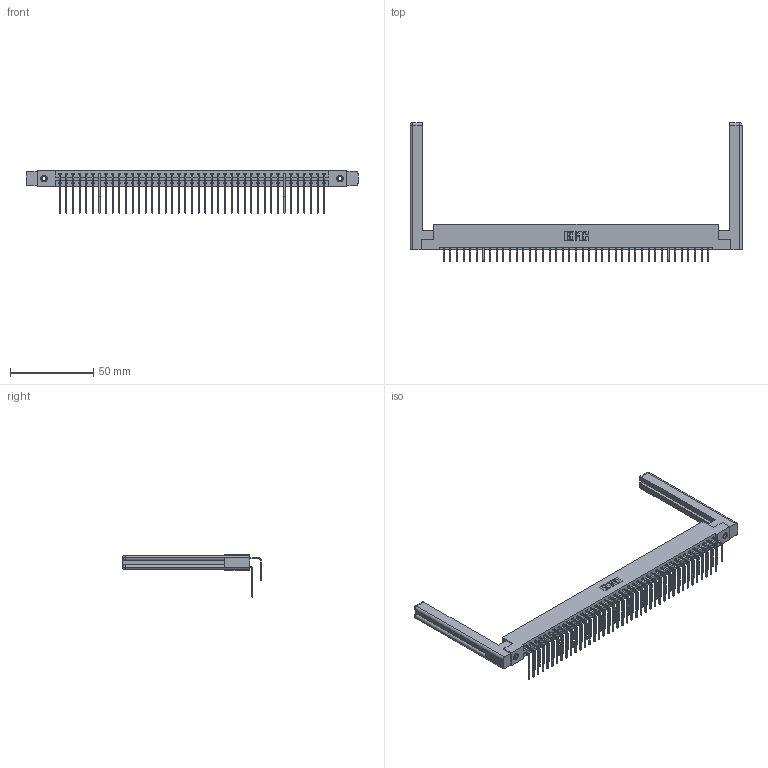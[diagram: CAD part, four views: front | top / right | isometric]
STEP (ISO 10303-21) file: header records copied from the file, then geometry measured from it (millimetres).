
FILE_DESCRIPTION (( 'STEP AP203' ), '1' );
FILE_NAME ('337-082-558-258.STEP', '2019-10-10T13:26:52', ( '' ), ( '' ), 'SwSTEP 2.0', 'SolidWorks 2016', '' );
FILE_SCHEMA (( 'CONFIG_CONTROL_DESIGN' ));
Length unit declared in the file: inch
Products named in the file (6): 345-250-001_345-250-001-102; 345-292-001_558 559 Tail - 1; 307-220-058; 337 Part_Flush Mounting Lugs - 0.156 Dia-TI; 345-292-001_558 Tail - 2; 337-082-558-258
Assembly tree (87 placements, depth 2):
  337-082-558-258
    337 Part_Flush Mounting Lugs - 0.156 Dia-TI
    345-292-001_558 559 Tail - 1  x41
    345-292-001_558 Tail - 2  x41
    345-250-001_345-250-001-102  x2
    307-220-058  x2
Bounding box: 199.09 x 83.25 x 25.53 mm (x, y, z)
Volume: 28583.2 mm3; surface area: 31651.2 mm2
Topology: 87 solids, 87 shells, 4848 faces, 14359 edges, 9450 vertices
Faces by surface type: plane 3434, cylinder 1390, cone 12, torus 12
Entity records: 36336 total; most frequent: CARTESIAN_POINT 6176, ORIENTED_EDGE 6000, DIRECTION 5252, EDGE_CURVE 3000, VECTOR 2784, LINE 2784, VERTEX_POINT 1990, AXIS2_PLACEMENT_3D 1234
